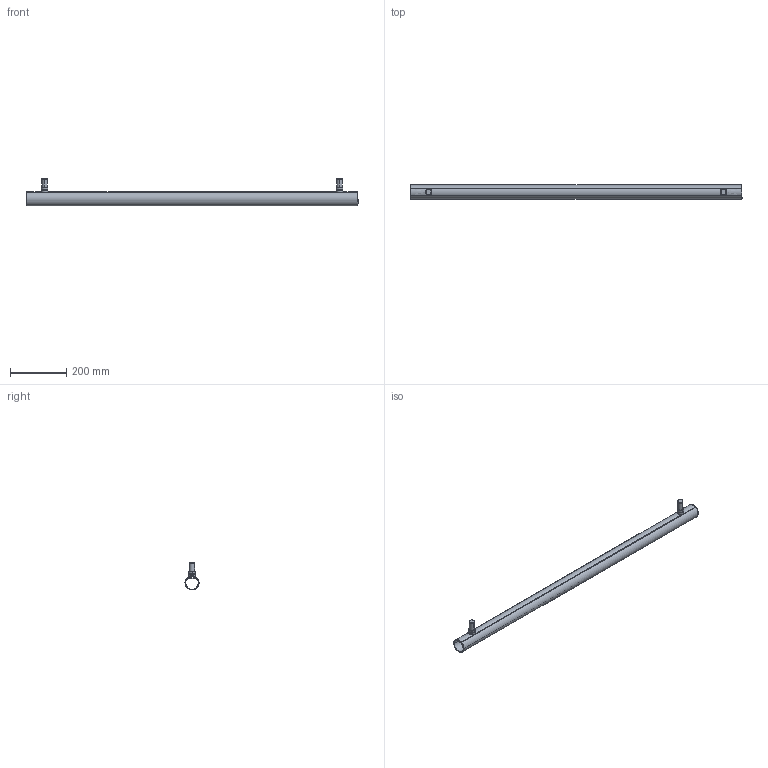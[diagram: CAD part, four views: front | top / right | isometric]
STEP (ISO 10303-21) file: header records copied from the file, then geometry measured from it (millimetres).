
FILE_DESCRIPTION(/* description */ (''),/* implementation_level */ '2;1');
FILE_NAME(/* name */ 'AoL-System-Linear-1200',/* time_stamp */ '2019-09-25T17:02:36+02:00',/* author */ (''),/* organization */ (''),/* preprocessor_version */ 'ST-DEVELOPER v15',/* originating_system */ '',/* authorisation */ '');
FILE_SCHEMA (('AUTOMOTIVE_DESIGN'));
Length unit declared in the file: millimetre
Products named in the file (1): Document
Bounding box: 1184 x 50 x 99.35 mm (x, y, z)
Volume: 577662.2 mm3; surface area: 430609.3 mm2
Topology: 2 solids, 2 shells, 98 faces, 219 edges, 131 vertices
Faces by surface type: bspline 82, plane 16
Entity records: 3839 total; most frequent: CARTESIAN_POINT 2596, ORIENTED_EDGE 438, EDGE_CURVE 219, VERTEX_POINT 131, EDGE_LOOP 106, ADVANCED_FACE 98, FACE_OUTER_BOUND 98, B_SPLINE_CURVE_WITH_KNOTS 48
